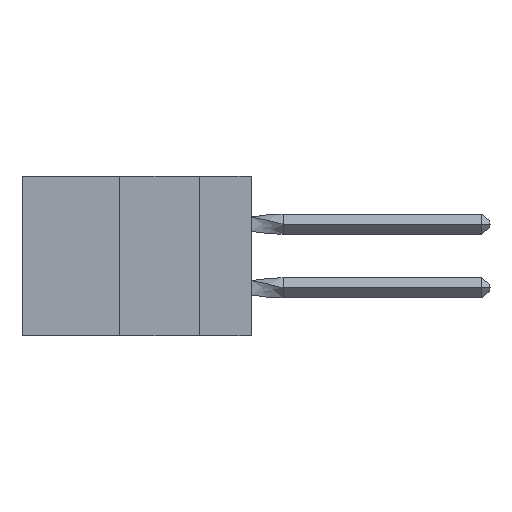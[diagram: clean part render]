
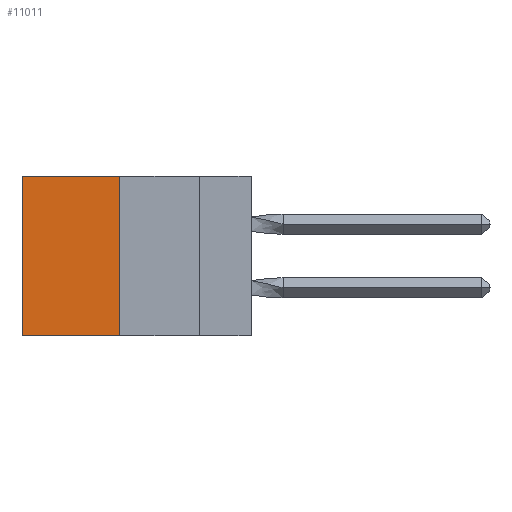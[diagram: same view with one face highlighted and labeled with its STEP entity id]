
A CAD part, left-side view. The second image highlights one B-rep face of the part: STEP entity #11011.
In plain terms, the highlighted planar face has unit normal (-1, 0, 0).
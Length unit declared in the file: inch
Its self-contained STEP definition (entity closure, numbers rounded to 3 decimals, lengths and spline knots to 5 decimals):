
#510 = DIRECTION ( 'NONE',  ( 0., 0., -1. ) ) ;
#833 = CARTESIAN_POINT ( 'NONE',  ( 0.305, 0.413, -0.5 ) ) ;
#1707 = EDGE_CURVE ( 'NONE', #30563, #18110, #31907, .T. ) ;
#2793 = ORIENTED_EDGE ( 'NONE', *, *, #25253, .F. ) ;
#2794 = LINE ( 'NONE', #32033, #20823 ) ;
#2858 = CARTESIAN_POINT ( 'NONE',  ( 0.305, 0.413, 0. ) ) ;
#5066 = FACE_OUTER_BOUND ( 'NONE', #32593, .T. ) ;
#6546 = DIRECTION ( 'NONE',  ( 0., 0., -1. ) ) ;
#11011 = ADVANCED_FACE ( 'NONE', ( #5066 ), #20781, .F. ) ;
#13629 = AXIS2_PLACEMENT_3D ( 'NONE', #15320, #15422, #30945 ) ;
#13736 = CARTESIAN_POINT ( 'NONE',  ( 0.305, 0.72, -0.5 ) ) ;
#14901 = EDGE_CURVE ( 'NONE', #18110, #23697, #2794, .T. ) ;
#15125 = DIRECTION ( 'NONE',  ( 0., 1., 0. ) ) ;
#15320 = CARTESIAN_POINT ( 'NONE',  ( 0.305, 0.413, -0.5 ) ) ;
#15422 = DIRECTION ( 'NONE',  ( 1., 0., 0. ) ) ;
#15784 = CARTESIAN_POINT ( 'NONE',  ( 0.305, 0.72, 0. ) ) ;
#15849 = CARTESIAN_POINT ( 'NONE',  ( 0.305, 0.413, -0.5 ) ) ;
#17465 = VECTOR ( 'NONE', #510, 39.37008 ) ;
#17746 = VERTEX_POINT ( 'NONE', #20132 ) ;
#17887 = LINE ( 'NONE', #15849, #17465 ) ;
#18110 = VERTEX_POINT ( 'NONE', #15784 ) ;
#18678 = ORIENTED_EDGE ( 'NONE', *, *, #14901, .T. ) ;
#18921 = LINE ( 'NONE', #833, #26480 ) ;
#20132 = CARTESIAN_POINT ( 'NONE',  ( 0.305, 0.413, -0.5 ) ) ;
#20781 = PLANE ( 'NONE',  #13629 ) ;
#20823 = VECTOR ( 'NONE', #6546, 39.37008 ) ;
#22855 = EDGE_CURVE ( 'NONE', #17746, #23697, #18921, .T. ) ;
#23697 = VERTEX_POINT ( 'NONE', #13736 ) ;
#25074 = VECTOR ( 'NONE', #26098, 39.37008 ) ;
#25253 = EDGE_CURVE ( 'NONE', #30563, #17746, #17887, .T. ) ;
#26098 = DIRECTION ( 'NONE',  ( 0., 1., 0. ) ) ;
#26248 = CARTESIAN_POINT ( 'NONE',  ( 0.305, 0.413, 0. ) ) ;
#26392 = ORIENTED_EDGE ( 'NONE', *, *, #22855, .F. ) ;
#26480 = VECTOR ( 'NONE', #15125, 39.37008 ) ;
#29882 = ORIENTED_EDGE ( 'NONE', *, *, #1707, .T. ) ;
#30563 = VERTEX_POINT ( 'NONE', #26248 ) ;
#30945 = DIRECTION ( 'NONE',  ( 0., 0., -1. ) ) ;
#31907 = LINE ( 'NONE', #2858, #25074 ) ;
#32033 = CARTESIAN_POINT ( 'NONE',  ( 0.305, 0.72, -0.5 ) ) ;
#32593 = EDGE_LOOP ( 'NONE', ( #18678, #26392, #2793, #29882 ) ) ;
